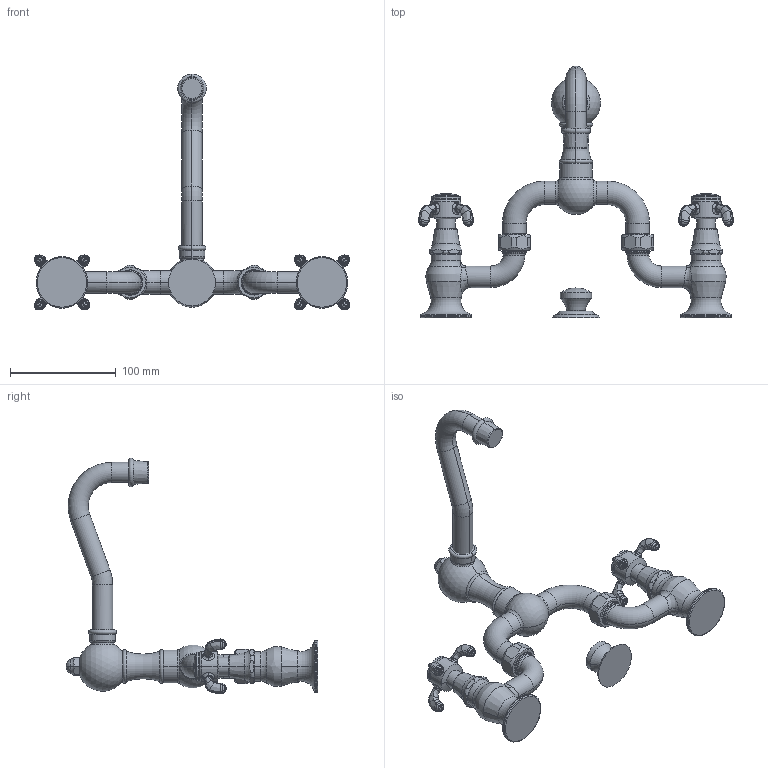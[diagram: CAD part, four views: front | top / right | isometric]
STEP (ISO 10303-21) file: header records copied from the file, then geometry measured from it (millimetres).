
FILE_DESCRIPTION((''),'2;1');
FILE_NAME('1691_WEB','2010-10-29T',('project'),(''),'PRO/ENGINEER BY PARAMETRIC TECHNOLOGY CORPORATION, 2009300','PRO/ENGINEER BY PARAMETRIC TECHNOLOGY CORPORATION, 2009300','');
FILE_SCHEMA(('CONFIG_CONTROL_DESIGN'));
Length unit declared in the file: inch
Products named in the file (1): 1691_WEB
Bounding box: 297.44 x 237.72 x 222.65 mm (x, y, z)
Surface area: 98152.5 mm2 (no closed solid volume)
Topology: 0 solids, 78 shells, 784 faces, 2541 edges, 1756 vertices
Faces by surface type: bspline 472, cylinder 91, torus 74, sphere 58, plane 51, cone 38
Entity records: 49149 total; most frequent: CARTESIAN_POINT 31274, ORIENTED_EDGE 3938, DIRECTION 2665, EDGE_CURVE 2485, VERTEX_POINT 1756, B_SPLINE_CURVE_WITH_KNOTS 1376, AXIS2_PLACEMENT_3D 1244, CIRCLE 932
